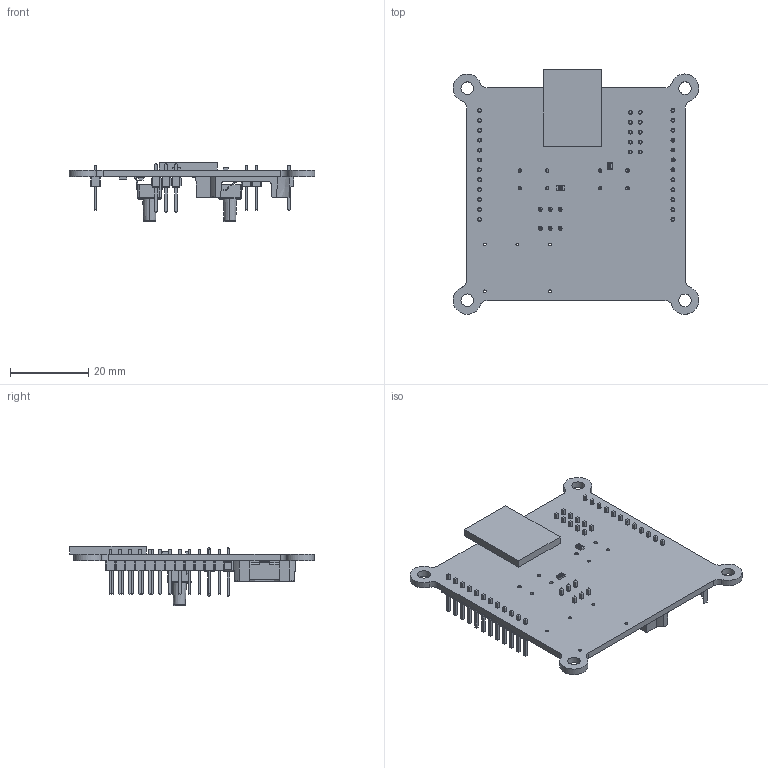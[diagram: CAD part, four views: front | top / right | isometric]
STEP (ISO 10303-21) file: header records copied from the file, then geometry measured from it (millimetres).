
FILE_DESCRIPTION(('Open CASCADE Model'),'2;1');
FILE_NAME('Open CASCADE Shape Model','2022-12-01T10:05:52',('Author'),( 'Open CASCADE'),'Open CASCADE STEP processor 6.8','Open CASCADE 6.8' ,'Unknown');
FILE_SCHEMA(('AUTOMOTIVE_DESIGN { 1 0 10303 214 1 1 1 1 }'));
Length unit declared in the file: millimetre
Products named in the file (35): PCB; Board; Open CASCADE STEP translator 6.8 2.1.1; A1; 5108725168; Extruded; XP3; PLS12; XP1; XP5; PLS3; holder; pin; XP4; XP2; PLD10; SB2; PTS645T95; SB1; R5; 0805_resistor; R4; R3; R2; R1; HL3; LED_0805_Base_GREEN; LED_0805_Lens_GREEN; HL2; HL1; GB1; s8421-45r_asm; S842_HOLDER; S842-REAR-CONTACT; HDS842-CONTACT
Assembly tree (47 placements, depth 4):
  PCB
    Board
      Open CASCADE STEP translator 6.8 2.1.1
    A1
      5108725168
        Extruded
    XP3
      PLS12
    XP1
      PLS12
    XP5
      PLS3
        holder
        pin  x3
    XP4
      PLS3
        holder
        pin  x3
    XP2
      PLD10
    SB2
      PTS645T95
    SB1
      PTS645T95
    R5
      0805_resistor
    R4
      0805_resistor
    R3
      0805_resistor
    R2
      0805_resistor
    R1
      0805_resistor
    HL3
      LED_0805_Base_GREEN
      LED_0805_Lens_GREEN
    HL2
      LED_0805_Base_GREEN
      LED_0805_Lens_GREEN
    HL1
      LED_0805_Base_GREEN
      LED_0805_Lens_GREEN
    GB1
      s8421-45r_asm
        S842_HOLDER
        S842-REAR-CONTACT
        HDS842-CONTACT
Bounding box: 62.89 x 62.6 x 15.19 mm (x, y, z)
Volume: 7472.8 mm3; surface area: 12630.4 mm2
Topology: 102 solids, 102 shells, 2123 faces, 5529 edges, 3649 vertices
Faces by surface type: plane 1797, cylinder 268, torus 25, cone 15, sphere 12, bspline 4, extrusion 2
Full cylindrical faces by diameter (mm): 0.75 x5, 0.9 x8, 1 x40, 3.2 x4
Entity records: 40136 total; most frequent: CARTESIAN_POINT 7213, ORIENTED_EDGE 6386, DIRECTION 6101, EDGE_CURVE 3193, VECTOR 2669, LINE 2667, VERTEX_POINT 2067, AXIS2_PLACEMENT_3D 1716
